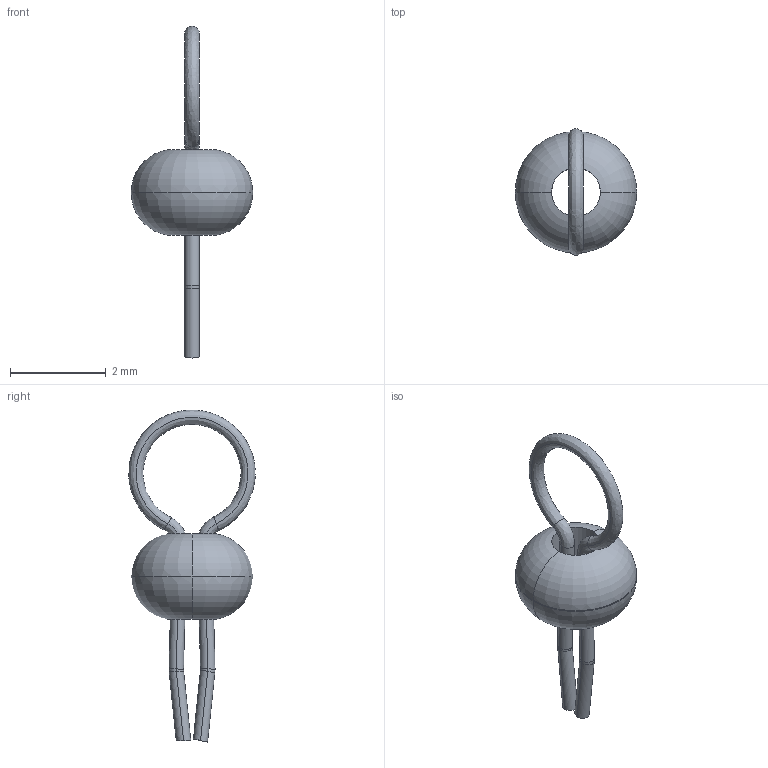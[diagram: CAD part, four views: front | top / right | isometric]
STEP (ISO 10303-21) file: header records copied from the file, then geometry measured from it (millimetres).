
FILE_DESCRIPTION (( 'STEP AP214' ), '1' );
FILE_NAME ('User Library-TEST POINT.STEP', '2019-01-27T14:50:08', ( '' ), ( '' ), 'SwSTEP 2.0', 'SolidWorks 2019', '' );
FILE_SCHEMA (( 'AUTOMOTIVE_DESIGN' ));
Length unit declared in the file: inch
Products named in the file (1): User Library-TEST POINT
Bounding box: 2.54 x 2.64 x 6.94 mm (x, y, z)
Volume: 6.5 mm3; surface area: 36.8 mm2
Topology: 2 solids, 2 shells, 28 faces, 54 edges, 28 vertices
Faces by surface type: bspline 18, torus 4, cylinder 4, plane 2
Entity records: 1285 total; most frequent: CARTESIAN_POINT 341, DIRECTION 118, ORIENTED_EDGE 108, EDGE_CURVE 54, AXIS2_PLACEMENT_3D 53, CIRCLE 42, DIMENSIONAL_EXPONENTS 32, LENGTH_MEASURE_WITH_UNIT 32
